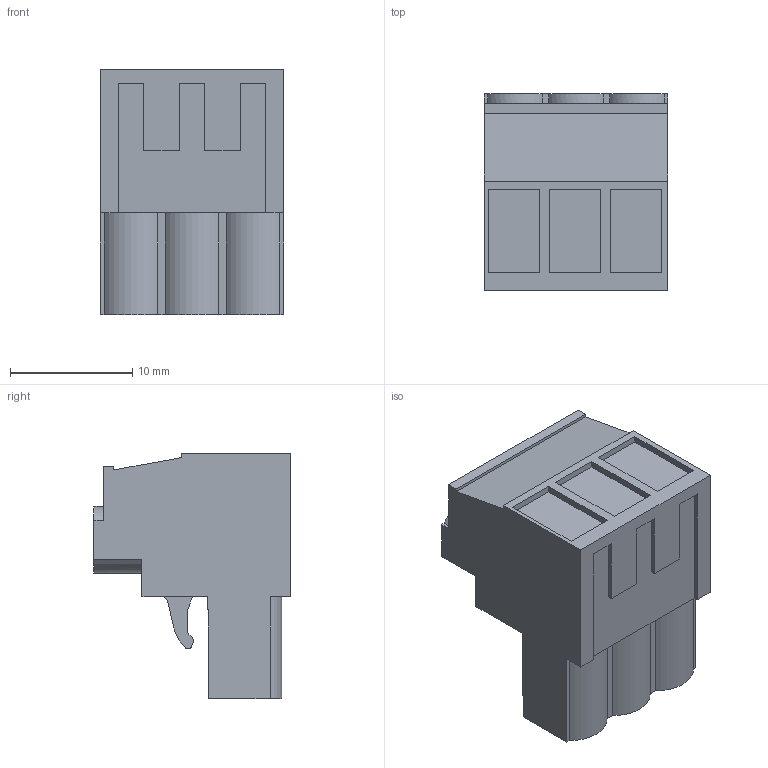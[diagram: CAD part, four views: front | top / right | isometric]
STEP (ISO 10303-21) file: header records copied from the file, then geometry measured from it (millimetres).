
FILE_DESCRIPTION(('CATIA V5 STEP Exchange','CAx-IF Rec.Pracs.--- Model Styling and Organization---1.2---2011-12-15'),'2;1');
FILE_NAME ('D1460312_0_1954480000_1954480000.stp','2017-05-25T06:35:54+00:00',('none'),('Weidmueller'),'CATIA Version 5-6 Release 2014','CATIA V5 STEP AP214','none');
FILE_SCHEMA(('AUTOMOTIVE_DESIGN { 1 0 10303 214 1 1 1 1 }'));
Length unit declared in the file: millimetre
Products named in the file (1): 1954480000
Bounding box: 15 x 16.1 x 20.1 mm (x, y, z)
Volume: 3022.7 mm3; surface area: 1992.7 mm2
Topology: 4 solids, 4 shells, 228 faces, 624 edges, 416 vertices
Faces by surface type: plane 187, cylinder 41
Entity records: 6993 total; most frequent: CARTESIAN_POINT 1335, ORIENTED_EDGE 1248, DIRECTION 997, EDGE_CURVE 624, VECTOR 524, LINE 524, VERTEX_POINT 416, AXIS2_PLACEMENT_3D 281
